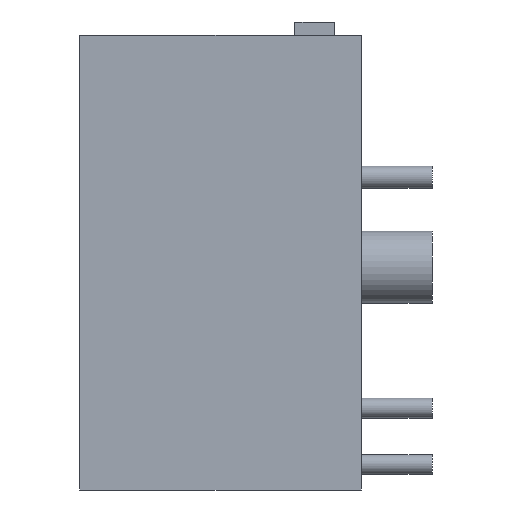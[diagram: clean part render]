
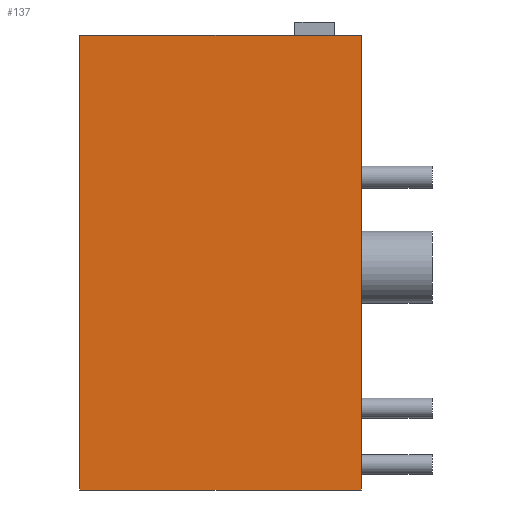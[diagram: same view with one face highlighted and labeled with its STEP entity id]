
A CAD part, left-side view. The second image highlights one B-rep face of the part: STEP entity #137.
In plain terms, the highlighted planar face has unit normal (-1, 0, 0).
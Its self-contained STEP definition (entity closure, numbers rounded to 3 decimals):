
#107 = EDGE_CURVE ( 'NONE', #1217, #1359, #1748, .T. ) ;
#137 = ADVANCED_FACE ( 'NONE', ( #1638 ), #1620, .T. ) ;
#151 = LINE ( 'NONE', #811, #1472 ) ;
#158 = DIRECTION ( 'NONE',  ( 0., 1., 0. ) ) ;
#242 = CARTESIAN_POINT ( 'NONE',  ( -7.6, 2.5, -20.5 ) ) ;
#267 = CARTESIAN_POINT ( 'NONE',  ( -7.6, 2.2, -20.5 ) ) ;
#292 = DIRECTION ( 'NONE',  ( 0., 0., 1. ) ) ;
#331 = CARTESIAN_POINT ( 'NONE',  ( -7.6, -10.5, -20.5 ) ) ;
#405 = CARTESIAN_POINT ( 'NONE',  ( -7.6, 2.2, 0. ) ) ;
#454 = LINE ( 'NONE', #1802, #1548 ) ;
#469 = ORIENTED_EDGE ( 'NONE', *, *, #1189, .F. ) ;
#602 = DIRECTION ( 'NONE',  ( 0., 0., 1. ) ) ;
#662 = VECTOR ( 'NONE', #602, 1000. ) ;
#758 = CARTESIAN_POINT ( 'NONE',  ( -7.6, -10.5, 0. ) ) ;
#778 = EDGE_CURVE ( 'NONE', #1755, #883, #151, .T. ) ;
#780 = LINE ( 'NONE', #1988, #662 ) ;
#811 = CARTESIAN_POINT ( 'NONE',  ( -7.6, -10.5, 0. ) ) ;
#883 = VERTEX_POINT ( 'NONE', #405 ) ;
#1142 = DIRECTION ( 'NONE',  ( 0., 0., 1. ) ) ;
#1151 = DIRECTION ( 'NONE',  ( -1., 0., 0. ) ) ;
#1189 = EDGE_CURVE ( 'NONE', #1217, #883, #780, .T. ) ;
#1217 = VERTEX_POINT ( 'NONE', #267 ) ;
#1284 = EDGE_CURVE ( 'NONE', #1359, #1755, #454, .T. ) ;
#1359 = VERTEX_POINT ( 'NONE', #331 ) ;
#1472 = VECTOR ( 'NONE', #158, 1000. ) ;
#1503 = ORIENTED_EDGE ( 'NONE', *, *, #1284, .T. ) ;
#1548 = VECTOR ( 'NONE', #292, 1000. ) ;
#1620 = PLANE ( 'NONE',  #2174 ) ;
#1638 = FACE_OUTER_BOUND ( 'NONE', #2036, .T. ) ;
#1723 = DIRECTION ( 'NONE',  ( 0., -1., 0. ) ) ;
#1748 = LINE ( 'NONE', #242, #2035 ) ;
#1755 = VERTEX_POINT ( 'NONE', #758 ) ;
#1796 = CARTESIAN_POINT ( 'NONE',  ( -7.6, 2.5, 0. ) ) ;
#1802 = CARTESIAN_POINT ( 'NONE',  ( -7.6, -10.5, -20.5 ) ) ;
#1978 = ORIENTED_EDGE ( 'NONE', *, *, #107, .T. ) ;
#1988 = CARTESIAN_POINT ( 'NONE',  ( -7.6, 2.2, -20.5 ) ) ;
#2033 = ORIENTED_EDGE ( 'NONE', *, *, #778, .T. ) ;
#2035 = VECTOR ( 'NONE', #1723, 1000. ) ;
#2036 = EDGE_LOOP ( 'NONE', ( #2033, #469, #1978, #1503 ) ) ;
#2174 = AXIS2_PLACEMENT_3D ( 'NONE', #1796, #1151, #1142 ) ;
